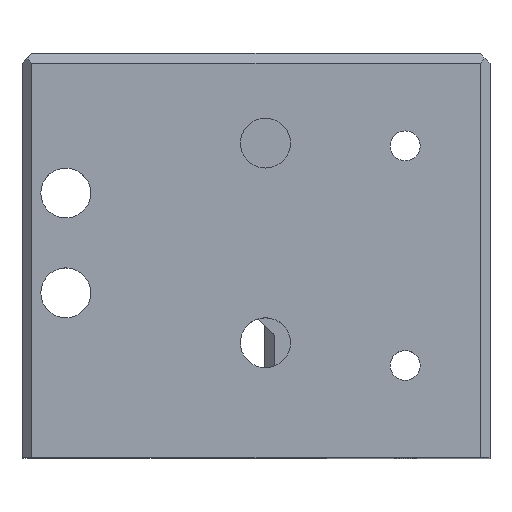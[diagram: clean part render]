
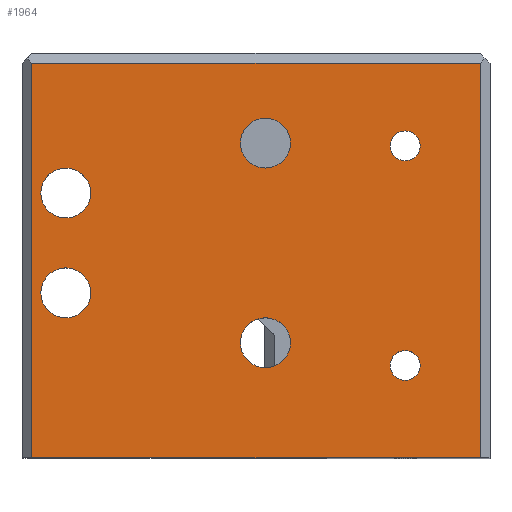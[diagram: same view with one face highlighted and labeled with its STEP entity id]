
A CAD part, top view. The second image highlights one B-rep face of the part: STEP entity #1964.
In plain terms, the highlighted planar face has unit normal (0, 0, 1).
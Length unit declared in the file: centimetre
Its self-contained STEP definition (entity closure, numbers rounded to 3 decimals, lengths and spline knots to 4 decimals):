
#51=FACE_BOUND('',#284,.T.);
#52=FACE_BOUND('',#285,.T.);
#53=FACE_BOUND('',#286,.T.);
#54=FACE_BOUND('',#287,.T.);
#55=FACE_BOUND('',#288,.T.);
#56=FACE_BOUND('',#289,.T.);
#96=PLANE('',#2155);
#166=FACE_OUTER_BOUND('',#283,.T.);
#283=EDGE_LOOP('',(#1610,#1611,#1612,#1613));
#284=EDGE_LOOP('',(#1614));
#285=EDGE_LOOP('',(#1615));
#286=EDGE_LOOP('',(#1616));
#287=EDGE_LOOP('',(#1617));
#288=EDGE_LOOP('',(#1618));
#289=EDGE_LOOP('',(#1619));
#360=LINE('',#2853,#544);
#374=LINE('',#2885,#558);
#392=LINE('',#2955,#576);
#409=LINE('',#2999,#593);
#544=VECTOR('',#2274,1.);
#558=VECTOR('',#2298,1.);
#576=VECTOR('',#2352,1.);
#593=VECTOR('',#2383,1.);
#723=CIRCLE('',#2044,0.25);
#725=CIRCLE('',#2047,0.25);
#727=CIRCLE('',#2050,0.25);
#729=CIRCLE('',#2053,0.25);
#786=CIRCLE('',#2156,0.15);
#787=CIRCLE('',#2157,0.15);
#816=VERTEX_POINT('',#2825);
#818=VERTEX_POINT('',#2831);
#820=VERTEX_POINT('',#2837);
#822=VERTEX_POINT('',#2843);
#825=VERTEX_POINT('',#2850);
#826=VERTEX_POINT('',#2852);
#839=VERTEX_POINT('',#2884);
#873=VERTEX_POINT('',#2954);
#977=VERTEX_POINT('',#3321);
#978=VERTEX_POINT('',#3323);
#1005=EDGE_CURVE('',#816,#816,#723,.T.);
#1008=EDGE_CURVE('',#818,#818,#725,.T.);
#1011=EDGE_CURVE('',#820,#820,#727,.T.);
#1014=EDGE_CURVE('',#822,#822,#729,.T.);
#1018=EDGE_CURVE('',#825,#826,#360,.T.);
#1034=EDGE_CURVE('',#826,#839,#374,.T.);
#1069=EDGE_CURVE('',#839,#873,#392,.T.);
#1091=EDGE_CURVE('',#873,#825,#409,.T.);
#1218=EDGE_CURVE('',#977,#977,#786,.T.);
#1219=EDGE_CURVE('',#978,#978,#787,.T.);
#1610=ORIENTED_EDGE('',*,*,#1018,.F.);
#1611=ORIENTED_EDGE('',*,*,#1091,.F.);
#1612=ORIENTED_EDGE('',*,*,#1069,.F.);
#1613=ORIENTED_EDGE('',*,*,#1034,.F.);
#1614=ORIENTED_EDGE('',*,*,#1005,.T.);
#1615=ORIENTED_EDGE('',*,*,#1008,.T.);
#1616=ORIENTED_EDGE('',*,*,#1011,.T.);
#1617=ORIENTED_EDGE('',*,*,#1014,.T.);
#1618=ORIENTED_EDGE('',*,*,#1218,.T.);
#1619=ORIENTED_EDGE('',*,*,#1219,.T.);
#1964=ADVANCED_FACE('',(#166,#51,#52,#53,#54,#55,#56),#96,.F.);
#2044=AXIS2_PLACEMENT_3D('',#2826,#2245,#2246);
#2047=AXIS2_PLACEMENT_3D('',#2832,#2252,#2253);
#2050=AXIS2_PLACEMENT_3D('',#2838,#2259,#2260);
#2053=AXIS2_PLACEMENT_3D('',#2844,#2266,#2267);
#2155=AXIS2_PLACEMENT_3D('',#3320,#2604,#2605);
#2156=AXIS2_PLACEMENT_3D('',#3322,#2606,#2607);
#2157=AXIS2_PLACEMENT_3D('',#3324,#2608,#2609);
#2245=DIRECTION('center_axis',(0.,0.,
-1.));
#2246=DIRECTION('ref_axis',(1.,0.,0.));
#2252=DIRECTION('center_axis',(0.,0.,
-1.));
#2253=DIRECTION('ref_axis',(1.,0.,0.));
#2259=DIRECTION('center_axis',(0.,0.,
-1.));
#2260=DIRECTION('ref_axis',(1.,0.,0.));
#2266=DIRECTION('center_axis',(0.,0.,
-1.));
#2267=DIRECTION('ref_axis',(1.,0.,0.));
#2274=DIRECTION('',(0.,-1.,0.));
#2298=DIRECTION('',(-1.,0.,0.));
#2352=DIRECTION('',(0.,1.,0.));
#2383=DIRECTION('',(1.,0.,0.));
#2604=DIRECTION('center_axis',(0.,0.,
-1.));
#2605=DIRECTION('ref_axis',(-1.,0.,0.));
#2606=DIRECTION('center_axis',(0.,0.,
-1.));
#2607=DIRECTION('ref_axis',(-1.,0.,0.));
#2608=DIRECTION('center_axis',(0.,0.,
-1.));
#2609=DIRECTION('ref_axis',(-1.,0.,0.));
#2825=CARTESIAN_POINT('',(55.785,42.1556,0.3676));
#2826=CARTESIAN_POINT('Origin',(56.035,42.1556,0.3676));
#2831=CARTESIAN_POINT('',(55.785,43.1556,0.3676));
#2832=CARTESIAN_POINT('Origin',(56.035,43.1556,0.3676));
#2837=CARTESIAN_POINT('',(57.785,41.6556,0.3676));
#2838=CARTESIAN_POINT('Origin',(58.035,41.6556,0.3676));
#2843=CARTESIAN_POINT('',(57.785,43.6556,0.3676));
#2844=CARTESIAN_POINT('Origin',(58.035,43.6556,0.3676));
#2850=CARTESIAN_POINT('',(60.185,44.454,0.3676));
#2852=CARTESIAN_POINT('',(60.185,40.502,0.3676));
#2853=CARTESIAN_POINT('',(60.185,41.715,0.3676));
#2884=CARTESIAN_POINT('',(55.696,40.502,0.3676));
#2885=CARTESIAN_POINT('',(60.285,40.502,0.3676));
#2954=CARTESIAN_POINT('',(55.696,44.454,0.3676));
#2955=CARTESIAN_POINT('',(55.696,41.715,0.3676));
#2999=CARTESIAN_POINT('',(57.9405,44.454,0.3676));
#3320=CARTESIAN_POINT('Origin',(57.9405,42.528,0.3676));
#3321=CARTESIAN_POINT('',(59.285,41.428,0.3676));
#3322=CARTESIAN_POINT('Origin',(59.435,41.428,0.3676));
#3323=CARTESIAN_POINT('',(59.285,43.628,0.3676));
#3324=CARTESIAN_POINT('Origin',(59.435,43.628,0.3676));
